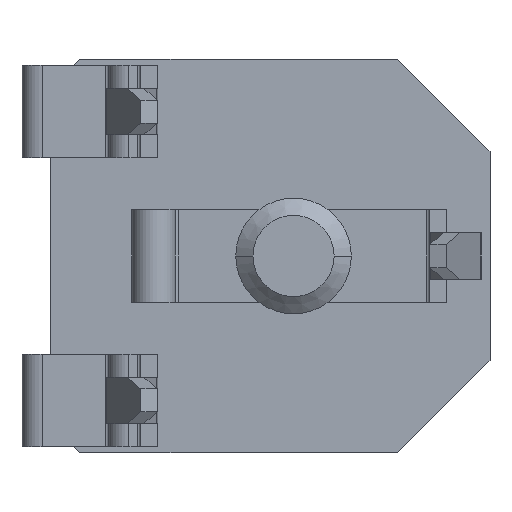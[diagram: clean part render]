
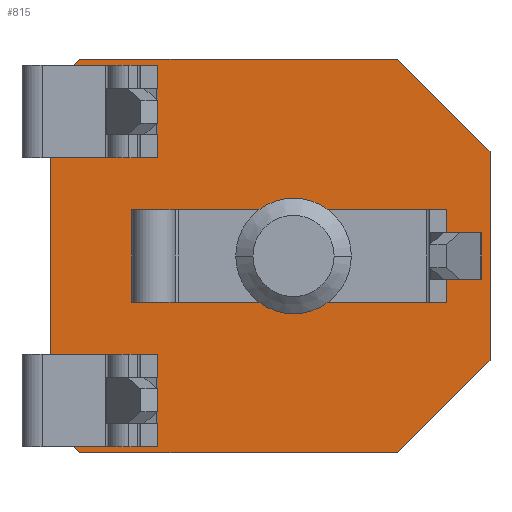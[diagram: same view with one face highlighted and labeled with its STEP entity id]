
A CAD part, front view. The second image highlights one B-rep face of the part: STEP entity #815.
In plain terms, the highlighted planar face has unit normal (0, -1, 0).
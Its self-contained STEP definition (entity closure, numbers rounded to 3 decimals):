
#62 = ORIENTED_EDGE ( 'NONE', *, *, #2046, .F. ) ;
#133 = VECTOR ( 'NONE', #2243, 1000. ) ;
#148 = ORIENTED_EDGE ( 'NONE', *, *, #4202, .F. ) ;
#199 = EDGE_CURVE ( 'NONE', #6454, #5901, #3817, .T. ) ;
#218 = ORIENTED_EDGE ( 'NONE', *, *, #7233, .F. ) ;
#272 = CARTESIAN_POINT ( 'NONE',  ( -4.05, 3.51, 1.805 ) ) ;
#354 = ORIENTED_EDGE ( 'NONE', *, *, #2632, .F. ) ;
#418 = VECTOR ( 'NONE', #6034, 1000. ) ;
#482 = CARTESIAN_POINT ( 'NONE',  ( -2.45, 3.51, -3.405 ) ) ;
#550 = DIRECTION ( 'NONE',  ( 0., 1., 0. ) ) ;
#568 = PLANE ( 'NONE',  #4678 ) ;
#701 = CARTESIAN_POINT ( 'NONE',  ( -4.05, 3.51, -1.805 ) ) ;
#790 = DIRECTION ( 'NONE',  ( 0., 0., 1. ) ) ;
#815 = ADVANCED_FACE ( 'NONE', ( #6764 ), #568, .F. ) ;
#1020 = DIRECTION ( 'NONE',  ( 0., 0., 1. ) ) ;
#1031 = VERTEX_POINT ( 'NONE', #1917 ) ;
#1033 = VERTEX_POINT ( 'NONE', #701 ) ;
#1267 = DIRECTION ( 'NONE',  ( -1., 0., 0. ) ) ;
#1312 = CARTESIAN_POINT ( 'NONE',  ( 3.05, 3.51, 3.405 ) ) ;
#1398 = VERTEX_POINT ( 'NONE', #3802 ) ;
#1659 = ORIENTED_EDGE ( 'NONE', *, *, #4658, .F. ) ;
#1706 = DIRECTION ( 'NONE',  ( -0.707, 0., 0.707 ) ) ;
#1917 = CARTESIAN_POINT ( 'NONE',  ( 3.55, 3.51, -2.905 ) ) ;
#1946 = LINE ( 'NONE', #6018, #418 ) ;
#2046 = EDGE_CURVE ( 'NONE', #5729, #3986, #4747, .T. ) ;
#2151 = CARTESIAN_POINT ( 'NONE',  ( -4.05, 3.51, 1.805 ) ) ;
#2243 = DIRECTION ( 'NONE',  ( 0., 0., -1. ) ) ;
#2332 = CARTESIAN_POINT ( 'NONE',  ( 3.05, 3.51, -3.405 ) ) ;
#2632 = EDGE_CURVE ( 'NONE', #1033, #5729, #3922, .T. ) ;
#3540 = VECTOR ( 'NONE', #1706, 1000. ) ;
#3690 = EDGE_LOOP ( 'NONE', ( #7154, #5782, #218, #1659, #6914, #62, #354, #148 ) ) ;
#3727 = DIRECTION ( 'NONE',  ( 0.707, 0., -0.707 ) ) ;
#3802 = CARTESIAN_POINT ( 'NONE',  ( 3.55, 3.51, 2.905 ) ) ;
#3816 = VERTEX_POINT ( 'NONE', #1312 ) ;
#3817 = LINE ( 'NONE', #4176, #7050 ) ;
#3922 = LINE ( 'NONE', #6466, #5080 ) ;
#3943 = CARTESIAN_POINT ( 'NONE',  ( -2.45, 3.51, -3.405 ) ) ;
#3986 = VERTEX_POINT ( 'NONE', #6737 ) ;
#4087 = VECTOR ( 'NONE', #5883, 1000. ) ;
#4176 = CARTESIAN_POINT ( 'NONE',  ( 3.05, 3.51, -3.405 ) ) ;
#4202 = EDGE_CURVE ( 'NONE', #5901, #1033, #6511, .T. ) ;
#4392 = VECTOR ( 'NONE', #6277, 1000. ) ;
#4658 = EDGE_CURVE ( 'NONE', #3816, #1398, #6476, .T. ) ;
#4678 = AXIS2_PLACEMENT_3D ( 'NONE', #6863, #550, #1020 ) ;
#4747 = LINE ( 'NONE', #2151, #4392 ) ;
#5080 = VECTOR ( 'NONE', #790, 1000. ) ;
#5121 = CARTESIAN_POINT ( 'NONE',  ( 3.55, 3.51, 2.905 ) ) ;
#5691 = LINE ( 'NONE', #6962, #4087 ) ;
#5729 = VERTEX_POINT ( 'NONE', #272 ) ;
#5782 = ORIENTED_EDGE ( 'NONE', *, *, #7368, .F. ) ;
#5883 = DIRECTION ( 'NONE',  ( -0.707, 0., -0.707 ) ) ;
#5901 = VERTEX_POINT ( 'NONE', #482 ) ;
#6016 = CARTESIAN_POINT ( 'NONE',  ( 3.05, 3.51, 3.405 ) ) ;
#6018 = CARTESIAN_POINT ( 'NONE',  ( -2.45, 3.51, 3.405 ) ) ;
#6034 = DIRECTION ( 'NONE',  ( 1., 0., 0. ) ) ;
#6277 = DIRECTION ( 'NONE',  ( 0.707, 0., 0.707 ) ) ;
#6454 = VERTEX_POINT ( 'NONE', #2332 ) ;
#6466 = CARTESIAN_POINT ( 'NONE',  ( -4.05, 3.51, -1.805 ) ) ;
#6476 = LINE ( 'NONE', #6016, #6572 ) ;
#6511 = LINE ( 'NONE', #3943, #3540 ) ;
#6572 = VECTOR ( 'NONE', #3727, 1000. ) ;
#6626 = EDGE_CURVE ( 'NONE', #3986, #3816, #1946, .T. ) ;
#6737 = CARTESIAN_POINT ( 'NONE',  ( -2.45, 3.51, 3.405 ) ) ;
#6764 = FACE_OUTER_BOUND ( 'NONE', #3690, .T. ) ;
#6863 = CARTESIAN_POINT ( 'NONE',  ( 0., 3.51, 0. ) ) ;
#6914 = ORIENTED_EDGE ( 'NONE', *, *, #6626, .F. ) ;
#6962 = CARTESIAN_POINT ( 'NONE',  ( 3.55, 3.51, -2.905 ) ) ;
#7050 = VECTOR ( 'NONE', #1267, 1000. ) ;
#7154 = ORIENTED_EDGE ( 'NONE', *, *, #199, .F. ) ;
#7233 = EDGE_CURVE ( 'NONE', #1398, #1031, #7325, .T. ) ;
#7325 = LINE ( 'NONE', #5121, #133 ) ;
#7368 = EDGE_CURVE ( 'NONE', #1031, #6454, #5691, .T. ) ;
